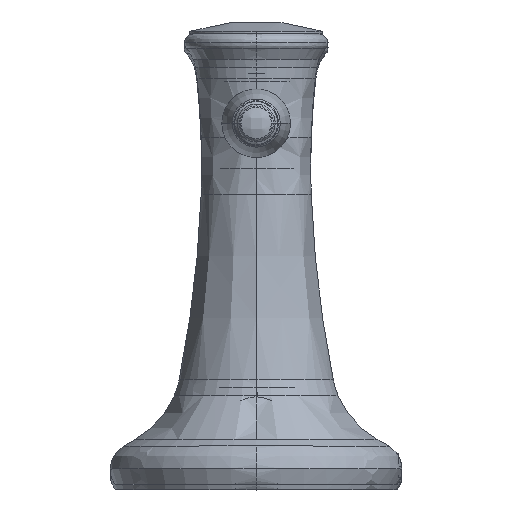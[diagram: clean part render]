
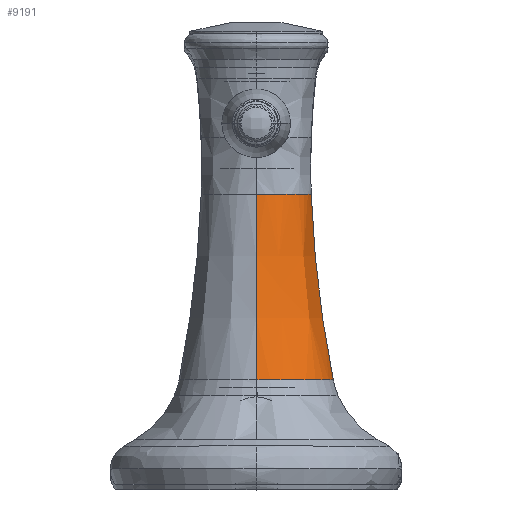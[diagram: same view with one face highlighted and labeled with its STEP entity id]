
A CAD part, top view. The second image highlights one B-rep face of the part: STEP entity #9191.
In plain terms, the highlighted free-form (B-spline) face has degree [3, 3] with [4, 4] control points.
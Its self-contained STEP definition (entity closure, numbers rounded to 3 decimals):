
#105 = CARTESIAN_POINT ( 'NONE',  ( -10.9, 43.278, 21.799 ) ) ;
#206 = CARTESIAN_POINT ( 'NONE',  ( -12.293, 31.504, 0. ) ) ;
#310 = CARTESIAN_POINT ( 'NONE',  ( 14.625, 19.88, 29.251 ) ) ;
#740 = EDGE_LOOP ( 'NONE', ( #7717, #3615, #9395, #12423, #2092 ) ) ;
#935 = DIRECTION ( 'NONE',  ( 1., 0., 0. ) ) ;
#1825 = AXIS2_PLACEMENT_3D ( 'NONE', #10666, #16773, #15399 ) ;
#2092 = ORIENTED_EDGE ( 'NONE', *, *, #15013, .F. ) ;
#2161 = VERTEX_POINT ( 'NONE', #17587 ) ;
#2474 = CARTESIAN_POINT ( 'NONE',  ( -10.454, 55.125, 0. ) ) ;
#2476 = DIRECTION ( 'NONE',  ( 0., 0., -1. ) ) ;
#2701 = CIRCLE ( 'NONE', #15453, 221.56 ) ;
#3148 = CARTESIAN_POINT ( 'NONE',  ( -10.9, 43.278, 0. ) ) ;
#3615 = ORIENTED_EDGE ( 'NONE', *, *, #15637, .F. ) ;
#3628 = CARTESIAN_POINT ( 'NONE',  ( -231.857, 63.461, 0. ) ) ;
#4283 = DIRECTION ( 'NONE',  ( 0., -1., 0. ) ) ;
#4500 = CIRCLE ( 'NONE', #7209, 14.625 ) ;
#4831 = EDGE_CURVE ( 'NONE', #16478, #12848, #19789, .T. ) ;
#5155 = CARTESIAN_POINT ( 'NONE',  ( -14.625, 19.88, 29.251 ) ) ;
#5815 = VERTEX_POINT ( 'NONE', #2474 ) ;
#6999 = EDGE_CURVE ( 'NONE', #5815, #12848, #2701, .T. ) ;
#7165 = DIRECTION ( 'NONE',  ( -1., 0., 0. ) ) ;
#7209 = AXIS2_PLACEMENT_3D ( 'NONE', #15439, #4283, #12598 ) ;
#7717 = ORIENTED_EDGE ( 'NONE', *, *, #11511, .F. ) ;
#8204 = CARTESIAN_POINT ( 'NONE',  ( 12.293, 31.504, 24.587 ) ) ;
#8367 = AXIS2_PLACEMENT_3D ( 'NONE', #12089, #13362, #7165 ) ;
#9152 = CIRCLE ( 'NONE', #16551, 221.56 ) ;
#9191 = ADVANCED_FACE ( 'NONE', ( #14296 ), #13409, .F. ) ;
#9395 = ORIENTED_EDGE ( 'NONE', *, *, #6999, .T. ) ;
#9661 = CARTESIAN_POINT ( 'NONE',  ( -12.293, 31.504, 24.587 ) ) ;
#9771 = CARTESIAN_POINT ( 'NONE',  ( 14.625, 19.88, 0. ) ) ;
#9880 = CARTESIAN_POINT ( 'NONE',  ( 10.454, 55.125, 0. ) ) ;
#10518 = DIRECTION ( 'NONE',  ( 0., 0., 1. ) ) ;
#10666 = CARTESIAN_POINT ( 'NONE',  ( 0., 55.125, 0. ) ) ;
#10785 = VERTEX_POINT ( 'NONE', #10971 ) ;
#10971 = CARTESIAN_POINT ( 'NONE',  ( 10.454, 55.125, 0. ) ) ;
#11150 = CARTESIAN_POINT ( 'NONE',  ( 10.9, 43.278, 0. ) ) ;
#11511 = EDGE_CURVE ( 'NONE', #10785, #2161, #9152, .T. ) ;
#12089 = CARTESIAN_POINT ( 'NONE',  ( 0., 19.88, 0. ) ) ;
#12423 = ORIENTED_EDGE ( 'NONE', *, *, #4831, .F. ) ;
#12508 = CARTESIAN_POINT ( 'NONE',  ( 231.857, 63.461, 0. ) ) ;
#12598 = DIRECTION ( 'NONE',  ( -1., 0., 0. ) ) ;
#12831 = CARTESIAN_POINT ( 'NONE',  ( -14.625, 19.88, 0. ) ) ;
#12848 = VERTEX_POINT ( 'NONE', #14215 ) ;
#13032 = CARTESIAN_POINT ( 'NONE',  ( 12.293, 31.504, 0. ) ) ;
#13362 = DIRECTION ( 'NONE',  ( 0., -1., 0. ) ) ;
#13409 =( BOUNDED_SURFACE ( )  B_SPLINE_SURFACE ( 3, 3, ( 
 ( #9880, #19555, #17650, #20709 ),
 ( #11150, #14712, #105, #3148 ),
 ( #13032, #8204, #9661, #206 ),
 ( #9771, #310, #5155, #12831 ) ),
 .UNSPECIFIED., .F., .F., .F. ) 
 B_SPLINE_SURFACE_WITH_KNOTS ( ( 4, 4 ),
 ( 4, 4 ),
 ( 0., 1. ),
 ( 0., 1. ),
 .UNSPECIFIED. ) 
 GEOMETRIC_REPRESENTATION_ITEM ( )  RATIONAL_B_SPLINE_SURFACE ( (
 ( 1., 0.333, 0.333, 1.),
 ( 0.998, 0.333, 0.333, 0.998),
 ( 0.998, 0.333, 0.333, 0.998),
 ( 1., 0.333, 0.333, 1.) ) ) 
 REPRESENTATION_ITEM ( '' )  SURFACE ( )  );
#14057 = CARTESIAN_POINT ( 'NONE',  ( -14.625, 19.88, 0.146 ) ) ;
#14215 = CARTESIAN_POINT ( 'NONE',  ( -14.625, 19.88, 0. ) ) ;
#14296 = FACE_OUTER_BOUND ( 'NONE', #740, .T. ) ;
#14712 = CARTESIAN_POINT ( 'NONE',  ( 10.9, 43.278, 21.799 ) ) ;
#14784 = DIRECTION ( 'NONE',  ( -1., 0., 0. ) ) ;
#15013 = EDGE_CURVE ( 'NONE', #2161, #16478, #4500, .T. ) ;
#15399 = DIRECTION ( 'NONE',  ( -1., 0., 0. ) ) ;
#15439 = CARTESIAN_POINT ( 'NONE',  ( 0., 19.88, 0. ) ) ;
#15453 = AXIS2_PLACEMENT_3D ( 'NONE', #3628, #2476, #14784 ) ;
#15637 = EDGE_CURVE ( 'NONE', #5815, #10785, #17598, .T. ) ;
#16478 = VERTEX_POINT ( 'NONE', #14057 ) ;
#16551 = AXIS2_PLACEMENT_3D ( 'NONE', #12508, #10518, #935 ) ;
#16773 = DIRECTION ( 'NONE',  ( 0., 1., 0. ) ) ;
#17587 = CARTESIAN_POINT ( 'NONE',  ( 14.625, 19.88, 0. ) ) ;
#17598 = CIRCLE ( 'NONE', #1825, 10.454 ) ;
#17650 = CARTESIAN_POINT ( 'NONE',  ( -10.454, 55.125, 20.907 ) ) ;
#19555 = CARTESIAN_POINT ( 'NONE',  ( 10.454, 55.125, 20.907 ) ) ;
#19789 = CIRCLE ( 'NONE', #8367, 14.625 ) ;
#20709 = CARTESIAN_POINT ( 'NONE',  ( -10.454, 55.125, 0. ) ) ;
